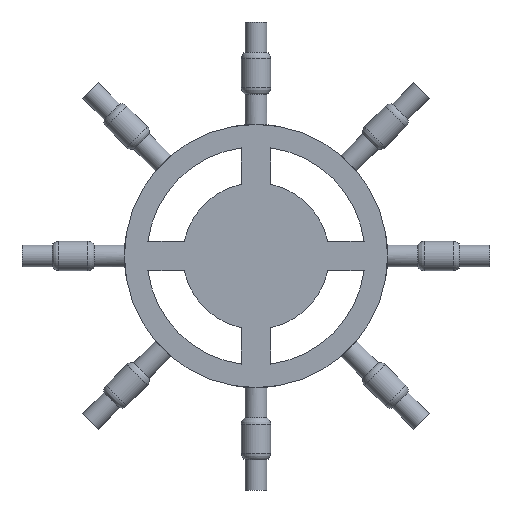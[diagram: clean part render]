
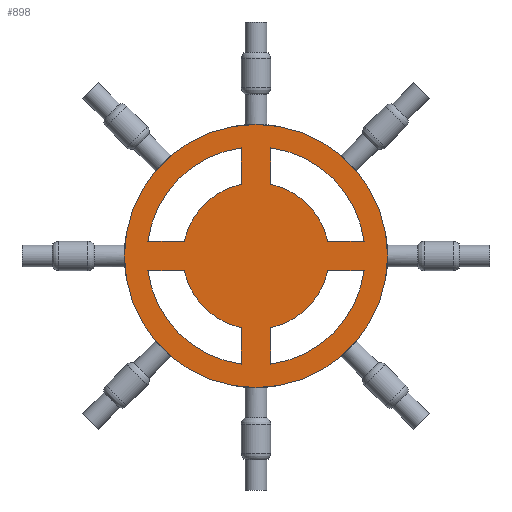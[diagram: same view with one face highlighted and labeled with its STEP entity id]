
A CAD part, left-side view. The second image highlights one B-rep face of the part: STEP entity #898.
In plain terms, the highlighted planar face has unit normal (-1, 0, 0).
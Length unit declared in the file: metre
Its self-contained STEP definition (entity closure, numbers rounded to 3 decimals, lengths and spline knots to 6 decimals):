
#30=LINE('',#1530,#62);
#35=LINE('',#1544,#67);
#40=LINE('',#1559,#72);
#46=LINE('',#1580,#78);
#52=LINE('',#1601,#84);
#55=LINE('',#1613,#87);
#57=LINE('',#1616,#89);
#59=LINE('',#1619,#91);
#62=VECTOR('',#1202,1.);
#67=VECTOR('',#1215,1.);
#72=VECTOR('',#1228,1.);
#78=VECTOR('',#1248,1.);
#84=VECTOR('',#1268,1.);
#87=VECTOR('',#1285,1.);
#89=VECTOR('',#1289,1.);
#91=VECTOR('',#1293,1.);
#115=PLANE('',#1033);
#242=ORIENTED_EDGE('',*,*,#396,.F.);
#243=ORIENTED_EDGE('',*,*,#400,.T.);
#244=ORIENTED_EDGE('',*,*,#403,.T.);
#245=ORIENTED_EDGE('',*,*,#411,.T.);
#246=ORIENTED_EDGE('',*,*,#386,.F.);
#247=ORIENTED_EDGE('',*,*,#390,.T.);
#248=ORIENTED_EDGE('',*,*,#393,.T.);
#249=ORIENTED_EDGE('',*,*,#409,.T.);
#250=ORIENTED_EDGE('',*,*,#376,.F.);
#251=ORIENTED_EDGE('',*,*,#380,.T.);
#252=ORIENTED_EDGE('',*,*,#383,.T.);
#253=ORIENTED_EDGE('',*,*,#407,.T.);
#254=ORIENTED_EDGE('',*,*,#366,.T.);
#255=ORIENTED_EDGE('',*,*,#370,.F.);
#256=ORIENTED_EDGE('',*,*,#373,.T.);
#257=ORIENTED_EDGE('',*,*,#405,.T.);
#258=ORIENTED_EDGE('',*,*,#361,.T.);
#361=EDGE_CURVE('',#461,#461,#538,.T.);
#366=EDGE_CURVE('',#467,#466,#30,.T.);
#370=EDGE_CURVE('',#469,#466,#541,.T.);
#373=EDGE_CURVE('',#469,#471,#35,.T.);
#376=EDGE_CURVE('',#474,#475,#543,.T.);
#380=EDGE_CURVE('',#474,#477,#40,.T.);
#383=EDGE_CURVE('',#477,#479,#545,.T.);
#386=EDGE_CURVE('',#482,#483,#547,.T.);
#390=EDGE_CURVE('',#482,#485,#46,.T.);
#393=EDGE_CURVE('',#485,#487,#549,.T.);
#396=EDGE_CURVE('',#490,#491,#551,.T.);
#400=EDGE_CURVE('',#490,#493,#52,.T.);
#403=EDGE_CURVE('',#493,#495,#553,.T.);
#405=EDGE_CURVE('',#471,#467,#555,.T.);
#407=EDGE_CURVE('',#479,#475,#55,.T.);
#409=EDGE_CURVE('',#487,#483,#57,.T.);
#411=EDGE_CURVE('',#495,#491,#59,.T.);
#461=VERTEX_POINT('',#1513);
#466=VERTEX_POINT('',#1529);
#467=VERTEX_POINT('',#1531);
#469=VERTEX_POINT('',#1537);
#471=VERTEX_POINT('',#1543);
#474=VERTEX_POINT('',#1550);
#475=VERTEX_POINT('',#1552);
#477=VERTEX_POINT('',#1558);
#479=VERTEX_POINT('',#1564);
#482=VERTEX_POINT('',#1571);
#483=VERTEX_POINT('',#1573);
#485=VERTEX_POINT('',#1579);
#487=VERTEX_POINT('',#1585);
#490=VERTEX_POINT('',#1592);
#491=VERTEX_POINT('',#1594);
#493=VERTEX_POINT('',#1600);
#495=VERTEX_POINT('',#1606);
#538=CIRCLE('',#999,0.003375);
#541=CIRCLE('',#1004,0.0028);
#543=CIRCLE('',#1008,0.0028);
#545=CIRCLE('',#1012,0.001875);
#547=CIRCLE('',#1015,0.0028);
#549=CIRCLE('',#1019,0.001875);
#551=CIRCLE('',#1022,0.0028);
#553=CIRCLE('',#1026,0.001875);
#555=CIRCLE('',#1029,0.001875);
#638=EDGE_LOOP('',(#242,#243,#244,#245));
#639=EDGE_LOOP('',(#246,#247,#248,#249));
#640=EDGE_LOOP('',(#250,#251,#252,#253));
#641=EDGE_LOOP('',(#254,#255,#256,#257));
#642=EDGE_LOOP('',(#258));
#766=FACE_BOUND('',#638,.T.);
#767=FACE_BOUND('',#639,.T.);
#768=FACE_BOUND('',#640,.T.);
#769=FACE_BOUND('',#641,.T.);
#770=FACE_BOUND('',#642,.T.);
#898=ADVANCED_FACE('',(#766,#767,#768,#769,#770),#115,.T.);
#999=AXIS2_PLACEMENT_3D('',#1512,#1194,#1195);
#1004=AXIS2_PLACEMENT_3D('',#1538,#1209,#1210);
#1008=AXIS2_PLACEMENT_3D('',#1551,#1221,#1222);
#1012=AXIS2_PLACEMENT_3D('',#1565,#1234,#1235);
#1015=AXIS2_PLACEMENT_3D('',#1572,#1241,#1242);
#1019=AXIS2_PLACEMENT_3D('',#1586,#1254,#1255);
#1022=AXIS2_PLACEMENT_3D('',#1593,#1261,#1262);
#1026=AXIS2_PLACEMENT_3D('',#1607,#1274,#1275);
#1029=AXIS2_PLACEMENT_3D('',#1610,#1280,#1281);
#1033=AXIS2_PLACEMENT_3D('',#1620,#1294,#1295);
#1194=DIRECTION('',(-1.,0.,0.));
#1195=DIRECTION('',(0.,0.,1.));
#1202=DIRECTION('',(0.,0.,1.));
#1209=DIRECTION('',(-1.,0.,0.));
#1210=DIRECTION('',(0.,0.,1.));
#1215=DIRECTION('',(0.,1.,0.));
#1221=DIRECTION('',(-1.,0.,0.));
#1222=DIRECTION('',(0.,0.,1.));
#1228=DIRECTION('',(0.,0.,-1.));
#1234=DIRECTION('',(-1.,0.,0.));
#1235=DIRECTION('',(0.,0.,1.));
#1241=DIRECTION('',(-1.,0.,0.));
#1242=DIRECTION('',(0.,0.,1.));
#1248=DIRECTION('',(0.,-1.,0.));
#1254=DIRECTION('',(-1.,0.,0.));
#1255=DIRECTION('',(0.,0.,1.));
#1261=DIRECTION('',(-1.,0.,0.));
#1262=DIRECTION('',(0.,0.,1.));
#1268=DIRECTION('',(0.,0.,1.));
#1274=DIRECTION('',(-1.,0.,0.));
#1275=DIRECTION('',(0.,0.,1.));
#1280=DIRECTION('',(-1.,0.,0.));
#1281=DIRECTION('',(0.,0.,1.));
#1285=DIRECTION('',(0.,1.,0.));
#1289=DIRECTION('',(0.,0.,-1.));
#1293=DIRECTION('',(0.,-1.,0.));
#1294=DIRECTION('',(-1.,0.,0.));
#1295=DIRECTION('',(0.,-1.,0.));
#1512=CARTESIAN_POINT('',(-0.029301,0.,0.027402));
#1513=CARTESIAN_POINT('',(-0.029301,0.,0.030777));
#1529=CARTESIAN_POINT('',(-0.029301,-0.000375,0.030176));
#1530=CARTESIAN_POINT('',(-0.029301,-0.000375,0.029707));
#1531=CARTESIAN_POINT('',(-0.029301,-0.000375,0.029239));
#1537=CARTESIAN_POINT('',(-0.029301,-0.002775,0.027777));
#1538=CARTESIAN_POINT('',(-0.029301,0.,0.027402));
#1543=CARTESIAN_POINT('',(-0.029301,-0.001837,0.027777));
#1544=CARTESIAN_POINT('',(-0.029301,-0.002306,0.027777));
#1550=CARTESIAN_POINT('',(-0.029301,0.000375,0.030176));
#1551=CARTESIAN_POINT('',(-0.029301,0.,0.027402));
#1552=CARTESIAN_POINT('',(-0.029301,0.002775,0.027777));
#1558=CARTESIAN_POINT('',(-0.029301,0.000375,0.029239));
#1559=CARTESIAN_POINT('',(-0.029301,0.000375,0.029707));
#1564=CARTESIAN_POINT('',(-0.029301,0.001837,0.027777));
#1565=CARTESIAN_POINT('',(-0.029301,0.,0.027402));
#1571=CARTESIAN_POINT('',(-0.029301,0.002775,0.027027));
#1572=CARTESIAN_POINT('',(-0.029301,0.,0.027402));
#1573=CARTESIAN_POINT('',(-0.029301,0.000375,0.024627));
#1579=CARTESIAN_POINT('',(-0.029301,0.001837,0.027027));
#1580=CARTESIAN_POINT('',(-0.029301,0.002306,0.027027));
#1585=CARTESIAN_POINT('',(-0.029301,0.000375,0.025564));
#1586=CARTESIAN_POINT('',(-0.029301,0.,0.027402));
#1592=CARTESIAN_POINT('',(-0.029301,-0.000375,0.024627));
#1593=CARTESIAN_POINT('',(-0.029301,0.,0.027402));
#1594=CARTESIAN_POINT('',(-0.029301,-0.002775,0.027027));
#1600=CARTESIAN_POINT('',(-0.029301,-0.000375,0.025564));
#1601=CARTESIAN_POINT('',(-0.029301,-0.000375,0.025096));
#1606=CARTESIAN_POINT('',(-0.029301,-0.001837,0.027027));
#1607=CARTESIAN_POINT('',(-0.029301,0.,0.027402));
#1610=CARTESIAN_POINT('',(-0.029301,0.,0.027402));
#1613=CARTESIAN_POINT('',(-0.029301,0.002306,0.027777));
#1616=CARTESIAN_POINT('',(-0.029301,0.000375,0.025096));
#1619=CARTESIAN_POINT('',(-0.029301,-0.002306,0.027027));
#1620=CARTESIAN_POINT('',(-0.029301,0.,0.027402));
